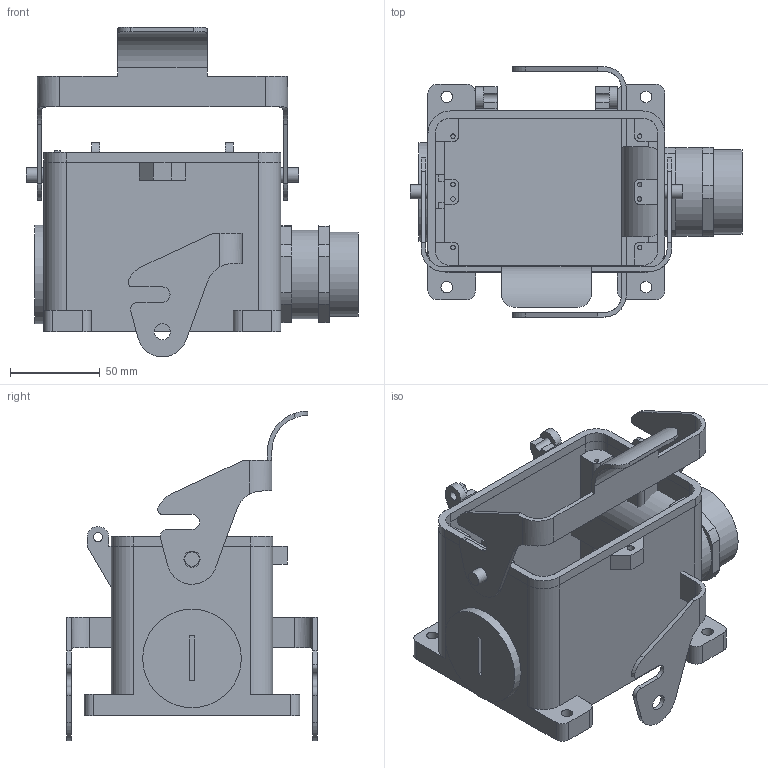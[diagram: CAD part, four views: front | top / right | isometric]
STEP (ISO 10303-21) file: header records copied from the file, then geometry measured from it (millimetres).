
FILE_DESCRIPTION( ( 'Unknown' ), '1' );
FILE_NAME( 'H_B_48_SGR_NPT_114_ASM.stp', 'Unknown', ( 'Unknown' ), ( 'Unknown' ), 'PSStep 11.0', 'Unknown', ' ' );
FILE_SCHEMA( ( 'AUTOMOTIVE_DESIGN { 1 0 10303 214 1 1 1 1 }' ) );
Length unit declared in the file: millimetre
Products named in the file (3): Assem1; H_B_48_SGR_NPT_114; LAENGSBUEGEL_HB_48
Bounding box: 185 x 139.5 x 183.79 mm (x, y, z)
Volume: 791208 mm3; surface area: 291442 mm2
Topology: 4 solids, 4 shells, 492 faces, 1354 edges, 900 vertices
Faces by surface type: plane 306, cylinder 184, cone 2
Full cylindrical faces by diameter (mm): 2.459 x16, 4.134 x2, 5.1 x4, 6.5 x8, 8 x4, 9 x4, 38 x2, 39.136 x2, 47 x2, 49.3 x2, 55 x2
Entity records: 9842 total; most frequent: CARTESIAN_POINT 1535, DIRECTION 1308, ORIENTED_EDGE 1280, EDGE_CURVE 640, LINE 446, VECTOR 446, VERTEX_POINT 438, AXIS2_PLACEMENT_3D 431
